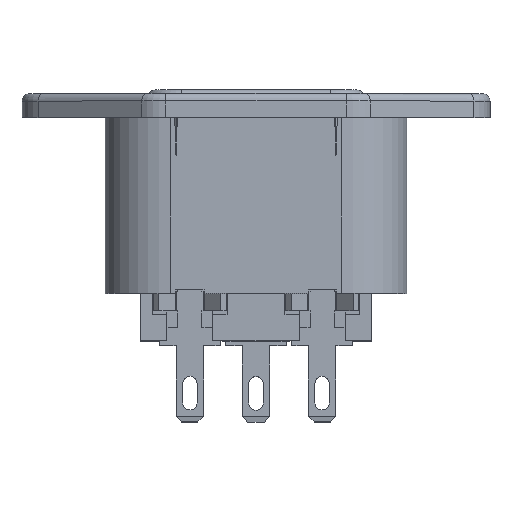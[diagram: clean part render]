
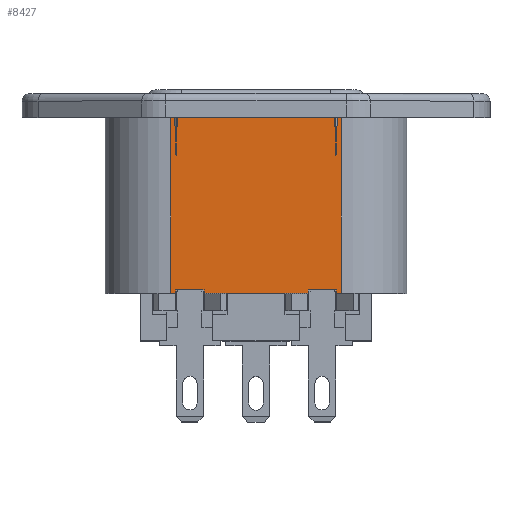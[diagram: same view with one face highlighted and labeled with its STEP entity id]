
A CAD part, top view. The second image highlights one B-rep face of the part: STEP entity #8427.
In plain terms, the highlighted planar face has unit normal (0, 0, 1).
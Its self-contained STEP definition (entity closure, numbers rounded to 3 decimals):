
#24 = VECTOR ( 'NONE', #6243, 1000. ) ;
#48 = VERTEX_POINT ( 'NONE', #2835 ) ;
#62 = VERTEX_POINT ( 'NONE', #977 ) ;
#101 = VERTEX_POINT ( 'NONE', #5085 ) ;
#142 = LINE ( 'NONE', #11247, #7433 ) ;
#165 = ORIENTED_EDGE ( 'NONE', *, *, #5044, .T. ) ;
#189 = LINE ( 'NONE', #4214, #1608 ) ;
#515 = LINE ( 'NONE', #3487, #9208 ) ;
#587 = CARTESIAN_POINT ( 'NONE',  ( 5.5, -18.61, 12.19 ) ) ;
#813 = CARTESIAN_POINT ( 'NONE',  ( -8.32, 0., 12.19 ) ) ;
#977 = CARTESIAN_POINT ( 'NONE',  ( -8.46, -4., 12.19 ) ) ;
#1020 = CARTESIAN_POINT ( 'NONE',  ( -9.04, -18.61, 12.19 ) ) ;
#1047 = CARTESIAN_POINT ( 'NONE',  ( -9.04, -18.61, 12.19 ) ) ;
#1115 = VERTEX_POINT ( 'NONE', #8451 ) ;
#1206 = CARTESIAN_POINT ( 'NONE',  ( 8.6, 0., 12.19 ) ) ;
#1215 = VERTEX_POINT ( 'NONE', #1832 ) ;
#1346 = VERTEX_POINT ( 'NONE', #4268 ) ;
#1380 = ORIENTED_EDGE ( 'NONE', *, *, #1708, .F. ) ;
#1466 = ORIENTED_EDGE ( 'NONE', *, *, #3821, .F. ) ;
#1517 = LINE ( 'NONE', #1715, #3775 ) ;
#1608 = VECTOR ( 'NONE', #3220, 1000. ) ;
#1708 = EDGE_CURVE ( 'NONE', #1743, #1215, #5124, .T. ) ;
#1715 = CARTESIAN_POINT ( 'NONE',  ( 8.5, -18.61, 12.19 ) ) ;
#1743 = VERTEX_POINT ( 'NONE', #2018 ) ;
#1832 = CARTESIAN_POINT ( 'NONE',  ( 8.6, 0., 12.19 ) ) ;
#1936 = CARTESIAN_POINT ( 'NONE',  ( 5.5, -18.61, 12.19 ) ) ;
#1978 = EDGE_CURVE ( 'NONE', #1346, #8990, #8748, .T. ) ;
#2018 = CARTESIAN_POINT ( 'NONE',  ( 8.46, -4., 12.19 ) ) ;
#2084 = ORIENTED_EDGE ( 'NONE', *, *, #12250, .F. ) ;
#2144 = DIRECTION ( 'NONE',  ( 1., 0., 0. ) ) ;
#2203 = DIRECTION ( 'NONE',  ( -0.035, 0.999, 0. ) ) ;
#2207 = VECTOR ( 'NONE', #7352, 1000. ) ;
#2305 = EDGE_CURVE ( 'NONE', #62, #5891, #2525, .T. ) ;
#2378 = ORIENTED_EDGE ( 'NONE', *, *, #9651, .T. ) ;
#2410 = VECTOR ( 'NONE', #5295, 1000. ) ;
#2525 = LINE ( 'NONE', #3312, #2207 ) ;
#2580 = CARTESIAN_POINT ( 'NONE',  ( -5.5, -18.23, 12.19 ) ) ;
#2737 = DIRECTION ( 'NONE',  ( 1., 0., 0. ) ) ;
#2835 = CARTESIAN_POINT ( 'NONE',  ( -5.5, -18.61, 12.19 ) ) ;
#3039 = LINE ( 'NONE', #8067, #11342 ) ;
#3055 = LINE ( 'NONE', #10920, #8425 ) ;
#3172 = ORIENTED_EDGE ( 'NONE', *, *, #6501, .F. ) ;
#3194 = CARTESIAN_POINT ( 'NONE',  ( -9.04, -18.61, 12.19 ) ) ;
#3220 = DIRECTION ( 'NONE',  ( 0., 1., 0. ) ) ;
#3312 = CARTESIAN_POINT ( 'NONE',  ( -8.46, -4., 12.19 ) ) ;
#3465 = VECTOR ( 'NONE', #2737, 1000. ) ;
#3487 = CARTESIAN_POINT ( 'NONE',  ( 5.5, -18.61, 12.19 ) ) ;
#3556 = CARTESIAN_POINT ( 'NONE',  ( 5.5, -18.23, 12.19 ) ) ;
#3775 = VECTOR ( 'NONE', #12769, 1000. ) ;
#3787 = AXIS2_PLACEMENT_3D ( 'NONE', #3194, #7167, #2144 ) ;
#3821 = EDGE_CURVE ( 'NONE', #48, #11116, #189, .T. ) ;
#3836 = EDGE_CURVE ( 'NONE', #6094, #48, #515, .T. ) ;
#3923 = EDGE_CURVE ( 'NONE', #5891, #4640, #6725, .T. ) ;
#3954 = VECTOR ( 'NONE', #5153, 1000. ) ;
#3966 = VERTEX_POINT ( 'NONE', #4480 ) ;
#4004 = ORIENTED_EDGE ( 'NONE', *, *, #7954, .F. ) ;
#4158 = VECTOR ( 'NONE', #12428, 1000. ) ;
#4214 = CARTESIAN_POINT ( 'NONE',  ( -5.5, -18.61, 12.19 ) ) ;
#4268 = CARTESIAN_POINT ( 'NONE',  ( -8.32, 0., 12.19 ) ) ;
#4480 = CARTESIAN_POINT ( 'NONE',  ( 8.5, -18.23, 12.19 ) ) ;
#4493 = ORIENTED_EDGE ( 'NONE', *, *, #10630, .F. ) ;
#4640 = VERTEX_POINT ( 'NONE', #8224 ) ;
#4674 = CARTESIAN_POINT ( 'NONE',  ( -8.6, 0., 12.19 ) ) ;
#4860 = EDGE_CURVE ( 'NONE', #9864, #1115, #11897, .T. ) ;
#4862 = EDGE_CURVE ( 'NONE', #4937, #9864, #3039, .T. ) ;
#4921 = CARTESIAN_POINT ( 'NONE',  ( 8.46, -4., 12.19 ) ) ;
#4937 = VERTEX_POINT ( 'NONE', #1047 ) ;
#5044 = EDGE_CURVE ( 'NONE', #11537, #3966, #9312, .T. ) ;
#5085 = CARTESIAN_POINT ( 'NONE',  ( 8.5, -18.61, 12.19 ) ) ;
#5124 = LINE ( 'NONE', #8290, #9795 ) ;
#5153 = DIRECTION ( 'NONE',  ( 0., 1., 0. ) ) ;
#5247 = VECTOR ( 'NONE', #2203, 1000. ) ;
#5295 = DIRECTION ( 'NONE',  ( 0.035, 0.999, 0. ) ) ;
#5519 = ORIENTED_EDGE ( 'NONE', *, *, #1978, .F. ) ;
#5643 = CARTESIAN_POINT ( 'NONE',  ( -8.6, 0., 12.19 ) ) ;
#5742 = VECTOR ( 'NONE', #12561, 1000. ) ;
#5841 = VECTOR ( 'NONE', #7587, 1000. ) ;
#5891 = VERTEX_POINT ( 'NONE', #5643 ) ;
#5898 = ORIENTED_EDGE ( 'NONE', *, *, #11061, .T. ) ;
#6094 = VERTEX_POINT ( 'NONE', #1936 ) ;
#6116 = PLANE ( 'NONE',  #3787 ) ;
#6180 = FACE_OUTER_BOUND ( 'NONE', #9252, .T. ) ;
#6219 = CARTESIAN_POINT ( 'NONE',  ( -8.46, -4., 12.19 ) ) ;
#6223 = ORIENTED_EDGE ( 'NONE', *, *, #2305, .T. ) ;
#6229 = DIRECTION ( 'NONE',  ( 0., 1., 0. ) ) ;
#6243 = DIRECTION ( 'NONE',  ( 1., 0., 0. ) ) ;
#6489 = CARTESIAN_POINT ( 'NONE',  ( 8.32, 0., 12.19 ) ) ;
#6501 = EDGE_CURVE ( 'NONE', #7177, #101, #3055, .T. ) ;
#6725 = LINE ( 'NONE', #4674, #5841 ) ;
#6899 = EDGE_CURVE ( 'NONE', #11116, #1115, #7243, .T. ) ;
#7081 = ORIENTED_EDGE ( 'NONE', *, *, #6899, .F. ) ;
#7141 = LINE ( 'NONE', #6219, #2410 ) ;
#7167 = DIRECTION ( 'NONE',  ( 0., 0., 1. ) ) ;
#7177 = VERTEX_POINT ( 'NONE', #10739 ) ;
#7243 = LINE ( 'NONE', #12081, #8405 ) ;
#7257 = EDGE_CURVE ( 'NONE', #1743, #8990, #12189, .T. ) ;
#7352 = DIRECTION ( 'NONE',  ( -0.035, 0.999, 0. ) ) ;
#7433 = VECTOR ( 'NONE', #6229, 1000. ) ;
#7481 = LINE ( 'NONE', #1020, #8507 ) ;
#7587 = DIRECTION ( 'NONE',  ( -1., 0., 0. ) ) ;
#7954 = EDGE_CURVE ( 'NONE', #101, #3966, #1517, .T. ) ;
#8067 = CARTESIAN_POINT ( 'NONE',  ( -9.04, -18.61, 12.19 ) ) ;
#8086 = ORIENTED_EDGE ( 'NONE', *, *, #12612, .F. ) ;
#8224 = CARTESIAN_POINT ( 'NONE',  ( -9.04, 0., 12.19 ) ) ;
#8290 = CARTESIAN_POINT ( 'NONE',  ( 8.46, -4., 12.19 ) ) ;
#8405 = VECTOR ( 'NONE', #11146, 1000. ) ;
#8425 = VECTOR ( 'NONE', #12114, 1000. ) ;
#8427 = ADVANCED_FACE ( 'NONE', ( #6180 ), #6116, .T. ) ;
#8451 = CARTESIAN_POINT ( 'NONE',  ( -8.5, -18.23, 12.19 ) ) ;
#8507 = VECTOR ( 'NONE', #9091, 1000. ) ;
#8748 = LINE ( 'NONE', #813, #3465 ) ;
#8911 = VERTEX_POINT ( 'NONE', #10261 ) ;
#8990 = VERTEX_POINT ( 'NONE', #6489 ) ;
#9054 = DIRECTION ( 'NONE',  ( 1., 0., 0. ) ) ;
#9070 = ORIENTED_EDGE ( 'NONE', *, *, #4862, .T. ) ;
#9091 = DIRECTION ( 'NONE',  ( 0., 1., 0. ) ) ;
#9208 = VECTOR ( 'NONE', #11616, 1000. ) ;
#9252 = EDGE_LOOP ( 'NONE', ( #8086, #6223, #9473, #2084, #9070, #10975, #7081, #1466, #10153, #2378, #165, #4004, #3172, #5898, #4493, #1380, #12773, #5519 ) ) ;
#9312 = LINE ( 'NONE', #11431, #4158 ) ;
#9473 = ORIENTED_EDGE ( 'NONE', *, *, #3923, .T. ) ;
#9645 = LINE ( 'NONE', #587, #5742 ) ;
#9651 = EDGE_CURVE ( 'NONE', #6094, #11537, #9645, .T. ) ;
#9795 = VECTOR ( 'NONE', #10276, 1000. ) ;
#9864 = VERTEX_POINT ( 'NONE', #12412 ) ;
#10153 = ORIENTED_EDGE ( 'NONE', *, *, #3836, .F. ) ;
#10261 = CARTESIAN_POINT ( 'NONE',  ( 9.04, 0., 12.19 ) ) ;
#10276 = DIRECTION ( 'NONE',  ( 0.035, 0.999, 0. ) ) ;
#10470 = LINE ( 'NONE', #1206, #24 ) ;
#10630 = EDGE_CURVE ( 'NONE', #1215, #8911, #10470, .T. ) ;
#10739 = CARTESIAN_POINT ( 'NONE',  ( 9.04, -18.61, 12.19 ) ) ;
#10920 = CARTESIAN_POINT ( 'NONE',  ( 9.04, -18.61, 12.19 ) ) ;
#10975 = ORIENTED_EDGE ( 'NONE', *, *, #4860, .T. ) ;
#11061 = EDGE_CURVE ( 'NONE', #7177, #8911, #142, .T. ) ;
#11116 = VERTEX_POINT ( 'NONE', #2580 ) ;
#11146 = DIRECTION ( 'NONE',  ( -1., 0., 0. ) ) ;
#11166 = CARTESIAN_POINT ( 'NONE',  ( -8.5, -18.61, 12.19 ) ) ;
#11247 = CARTESIAN_POINT ( 'NONE',  ( 9.04, -18.61, 12.19 ) ) ;
#11342 = VECTOR ( 'NONE', #9054, 1000. ) ;
#11431 = CARTESIAN_POINT ( 'NONE',  ( 5.5, -18.23, 12.19 ) ) ;
#11537 = VERTEX_POINT ( 'NONE', #3556 ) ;
#11616 = DIRECTION ( 'NONE',  ( -1., 0., 0. ) ) ;
#11897 = LINE ( 'NONE', #11166, #3954 ) ;
#12081 = CARTESIAN_POINT ( 'NONE',  ( -5.5, -18.23, 12.19 ) ) ;
#12114 = DIRECTION ( 'NONE',  ( -1., 0., 0. ) ) ;
#12189 = LINE ( 'NONE', #4921, #5247 ) ;
#12250 = EDGE_CURVE ( 'NONE', #4937, #4640, #7481, .T. ) ;
#12412 = CARTESIAN_POINT ( 'NONE',  ( -8.5, -18.61, 12.19 ) ) ;
#12428 = DIRECTION ( 'NONE',  ( 1., 0., 0. ) ) ;
#12561 = DIRECTION ( 'NONE',  ( 0., 1., 0. ) ) ;
#12612 = EDGE_CURVE ( 'NONE', #62, #1346, #7141, .T. ) ;
#12769 = DIRECTION ( 'NONE',  ( 0., 1., 0. ) ) ;
#12773 = ORIENTED_EDGE ( 'NONE', *, *, #7257, .T. ) ;
